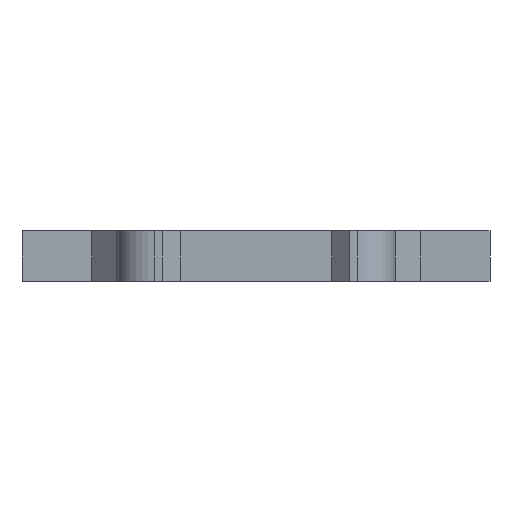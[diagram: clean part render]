
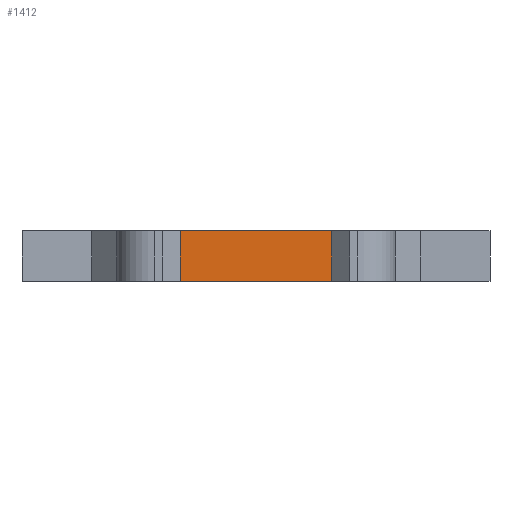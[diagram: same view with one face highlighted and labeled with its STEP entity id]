
A CAD part, front view. The second image highlights one B-rep face of the part: STEP entity #1412.
In plain terms, the highlighted planar face has unit normal (0, -1, 0).
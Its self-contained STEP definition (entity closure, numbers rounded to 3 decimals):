
#1356=CARTESIAN_POINT('',(3.,4.,2.));
#1357=VERTEX_POINT('',#1356);
#1364=CARTESIAN_POINT('',(3.,4.,0.));
#1365=VERTEX_POINT('',#1364);
#1366=CARTESIAN_POINT('',(3.,4.,0.));
#1367=DIRECTION('',(0.0,0.0,1.0));
#1368=VECTOR('',#1367,2.0);
#1369=LINE('',#1366,#1368);
#1370=EDGE_CURVE('',#1365,#1357,#1369,.T.);
#1382=CARTESIAN_POINT('',(3.,4.,0.));
#1383=DIRECTION('',(0.0,-1.0,0.0));
#1384=DIRECTION('',(0.0,0.0,-1.0));
#1385=AXIS2_PLACEMENT_3D('',#1382,#1383,#1384);
#1386=PLANE('',#1385);
#1387=CARTESIAN_POINT('',(-3.,4.,2.));
#1388=VERTEX_POINT('',#1387);
#1389=CARTESIAN_POINT('',(3.,4.,2.));
#1390=DIRECTION('',(-1.0,0.0,0.0));
#1391=VECTOR('',#1390,6.);
#1392=LINE('',#1389,#1391);
#1393=EDGE_CURVE('',#1357,#1388,#1392,.T.);
#1394=ORIENTED_EDGE('',*,*,#1393,.T.);
#1395=CARTESIAN_POINT('',(-3.,4.,0.));
#1396=VERTEX_POINT('',#1395);
#1397=CARTESIAN_POINT('',(-3.,4.,0.));
#1398=DIRECTION('',(0.0,0.0,1.0));
#1399=VECTOR('',#1398,2.0);
#1400=LINE('',#1397,#1399);
#1401=EDGE_CURVE('',#1396,#1388,#1400,.T.);
#1402=ORIENTED_EDGE('',*,*,#1401,.F.);
#1403=CARTESIAN_POINT('',(-3.,4.,0.));
#1404=DIRECTION('',(1.0,0.0,0.0));
#1405=VECTOR('',#1404,6.);
#1406=LINE('',#1403,#1405);
#1407=EDGE_CURVE('',#1396,#1365,#1406,.T.);
#1408=ORIENTED_EDGE('',*,*,#1407,.T.);
#1409=ORIENTED_EDGE('',*,*,#1370,.T.);
#1410=EDGE_LOOP('',(#1394,#1402,#1408,#1409));
#1411=FACE_OUTER_BOUND('',#1410,.T.);
#1412=ADVANCED_FACE('',(#1411),#1386,.T.);
